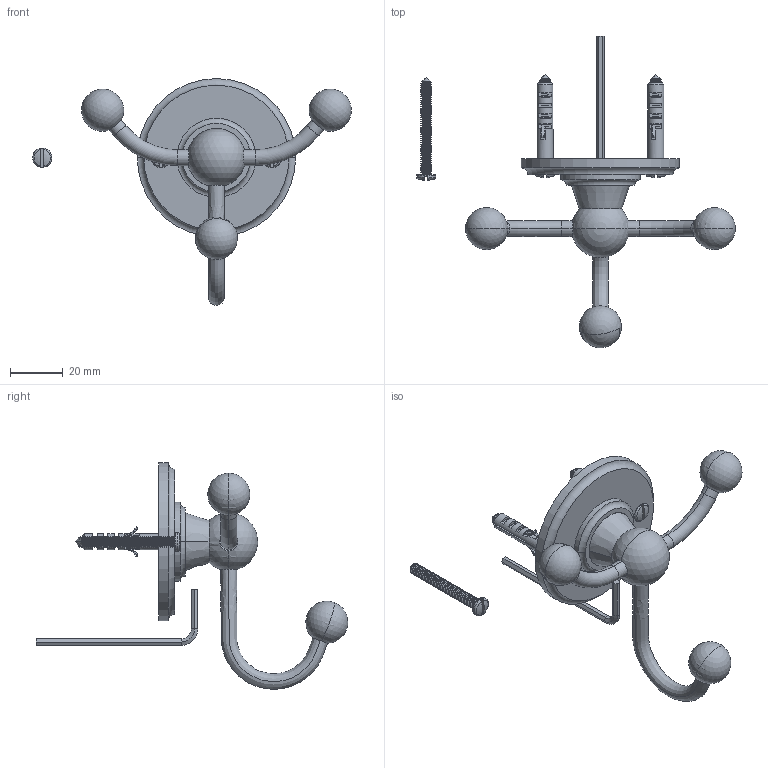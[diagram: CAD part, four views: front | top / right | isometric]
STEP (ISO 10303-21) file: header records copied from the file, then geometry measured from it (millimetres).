
FILE_DESCRIPTION((''),'2;1');
FILE_NAME('2004202_ASM','2020-08-06T13:50:28',('25393'),(''),'CREO PARAMETRIC BY PTC INC, 2018020','CREO PARAMETRIC BY PTC INC, 2018020','');
FILE_SCHEMA(('CONFIG_CONTROL_DESIGN'));
Length unit declared in the file: millimetre
Products named in the file (11): 2004202-103; 2004202-072; 2004202-102; 2004202-071_ASM; 2004202-132; 2004109-012-B; ZG-4_2X38-YDY; JD-S6; DS-M5X7-J; S2_5; 2004202_ASM
Assembly tree (16 placements, depth 3):
  2004202_ASM
    2004202-071_ASM
      2004202-103
      2004202-072
      2004202-102  x2
    2004202-132  x3
    2004109-012-B
    ZG-4_2X38-YDY  x3
    JD-S6  x2
    DS-M5X7-J
    S2_5
Bounding box: 120.78 x 118.1 x 85.95 mm (x, y, z)
Volume: 29219.8 mm3; surface area: 23375.4 mm2
Topology: 15 solids, 15 shells, 897 faces, 2278 edges, 1414 vertices
Faces by surface type: cylinder 415, plane 171, bspline 167, cone 72, torus 42, sphere 30
Entity records: 29290 total; most frequent: CARTESIAN_POINT 18847, ORIENTED_EDGE 2260, DIRECTION 1917, EDGE_CURVE 1130, AXIS2_PLACEMENT_3D 741, VERTEX_POINT 705, EDGE_LOOP 495, FACE_OUTER_BOUND 461
